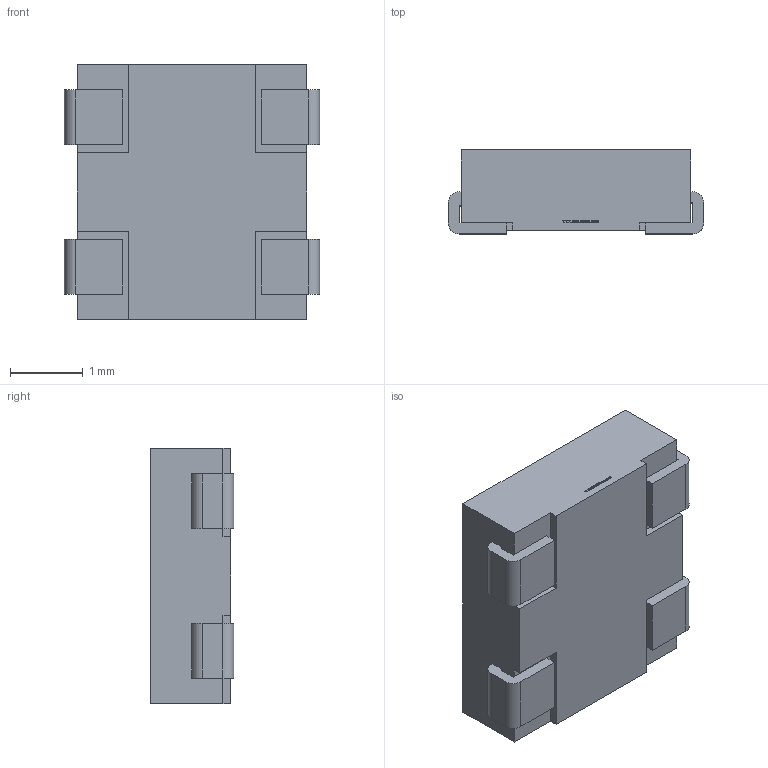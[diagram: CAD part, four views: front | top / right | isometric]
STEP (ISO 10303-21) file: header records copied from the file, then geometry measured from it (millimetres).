
FILE_DESCRIPTION (( 'STEP AP214' ), '1' );
FILE_NAME ('XZxx92S-4.STEP', '2015-09-11T17:12:28', ( '' ), ( '' ), 'SwSTEP 2.0', 'SolidWorks 2012', '' );
FILE_SCHEMA (( 'AUTOMOTIVE_DESIGN' ));
Length unit declared in the file: millimetre
Products named in the file (1): XZxx92S-4
Bounding box: 3.5 x 1.15 x 3.5 mm (x, y, z)
Volume: 10.8 mm3; surface area: 43.2 mm2
Topology: 1 solids, 1 shells, 294 faces, 814 edges, 540 vertices
Faces by surface type: plane 179, bspline 99, cylinder 12, cone 4
Entity records: 13918 total; most frequent: CARTESIAN_POINT 7004, ORIENTED_EDGE 1628, DIRECTION 1040, EDGE_CURVE 814, VECTOR 584, LINE 584, VERTEX_POINT 540, EDGE_LOOP 320
